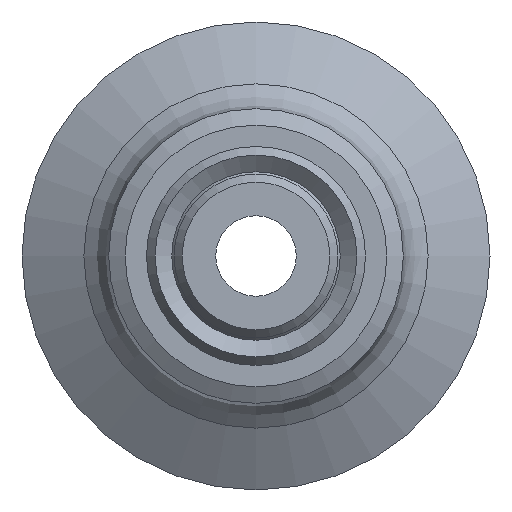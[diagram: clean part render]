
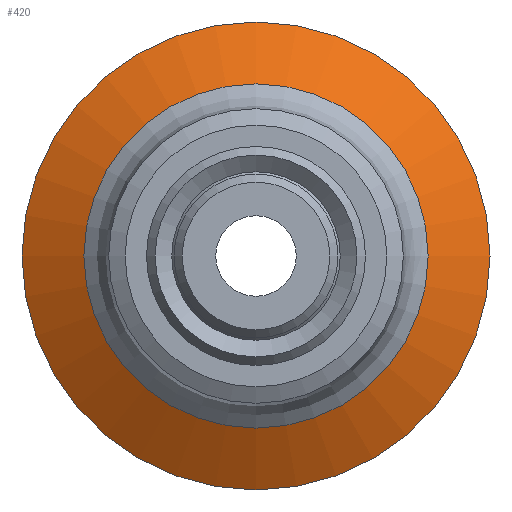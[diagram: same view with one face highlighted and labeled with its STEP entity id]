
A CAD part, left-side view. The second image highlights one B-rep face of the part: STEP entity #420.
In plain terms, the highlighted conical face has half-angle 60 degrees and reference radius 12.211 mm.
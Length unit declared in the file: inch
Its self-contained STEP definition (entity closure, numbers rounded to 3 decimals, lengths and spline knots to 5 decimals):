
#26=CONICAL_SURFACE('',#478,0.48075,60.);
#105=FACE_BOUND('',#187,.T.);
#136=FACE_OUTER_BOUND('',#186,.T.);
#186=EDGE_LOOP('',(#375));
#187=EDGE_LOOP('',(#376));
#221=CIRCLE('',#475,0.434);
#223=CIRCLE('',#479,0.59);
#256=VERTEX_POINT('',#715);
#258=VERTEX_POINT('',#721);
#297=EDGE_CURVE('',#256,#256,#221,.T.);
#299=EDGE_CURVE('',#258,#258,#223,.T.);
#375=ORIENTED_EDGE('',*,*,#299,.F.);
#376=ORIENTED_EDGE('',*,*,#297,.F.);
#420=ADVANCED_FACE('',(#136,#105),#26,.T.);
#475=AXIS2_PLACEMENT_3D('',#716,#592,#593);
#478=AXIS2_PLACEMENT_3D('',#720,#598,#599);
#479=AXIS2_PLACEMENT_3D('',#722,#600,#601);
#592=DIRECTION('center_axis',(-1.,0.,0.));
#593=DIRECTION('ref_axis',(0.,1.,0.));
#598=DIRECTION('center_axis',(1.,0.,0.));
#599=DIRECTION('ref_axis',(0.,-1.,0.));
#600=DIRECTION('center_axis',(1.,0.,0.));
#601=DIRECTION('ref_axis',(0.,-1.,0.));
#715=CARTESIAN_POINT('',(-0.29892,-0.434,0.));
#716=CARTESIAN_POINT('Origin',(-0.29892,0.,
0.));
#720=CARTESIAN_POINT('Origin',(-0.27192,0.,0.));
#721=CARTESIAN_POINT('',(-0.20885,-0.59,0.));
#722=CARTESIAN_POINT('Origin',(-0.20885,0.,0.));
